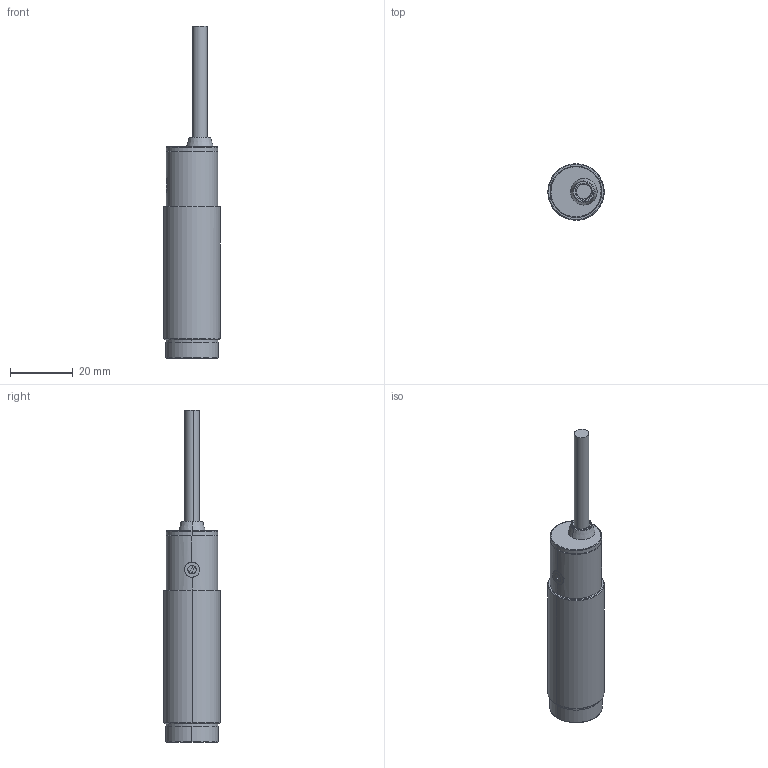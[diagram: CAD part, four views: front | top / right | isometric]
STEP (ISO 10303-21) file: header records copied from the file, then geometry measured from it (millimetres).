
FILE_DESCRIPTION (( 'STEP AP214' ), '1' );
FILE_NAME ('FAI8-BN-0A.step', '2018-04-12T19:49:45', ( '' ), ( '' ), 'SwSTEP 2.0', 'SolidWorks 2017', '' );
FILE_SCHEMA (( 'AUTOMOTIVE_DESIGN' ));
Length unit declared in the file: inch
Products named in the file (1): FAI8-BN-0A
Bounding box: 18 x 18 x 106 mm (x, y, z)
Volume: 16881.8 mm3; surface area: 6684.6 mm2
Topology: 7 solids, 7 shells, 90 faces, 193 edges, 122 vertices
Faces by surface type: cylinder 34, plane 33, bspline 14, cone 9
Entity records: 4609 total; most frequent: CARTESIAN_POINT 1403, DIRECTION 406, ORIENTED_EDGE 386, EDGE_CURVE 193, AXIS2_PLACEMENT_3D 162, VERTEX_POINT 122, UNCERTAINTY_MEASURE_WITH_UNIT 99, LENGTH_MEASURE_WITH_UNIT 99
